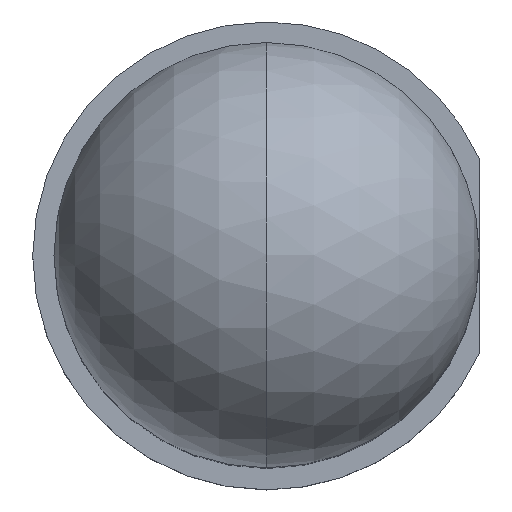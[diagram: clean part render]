
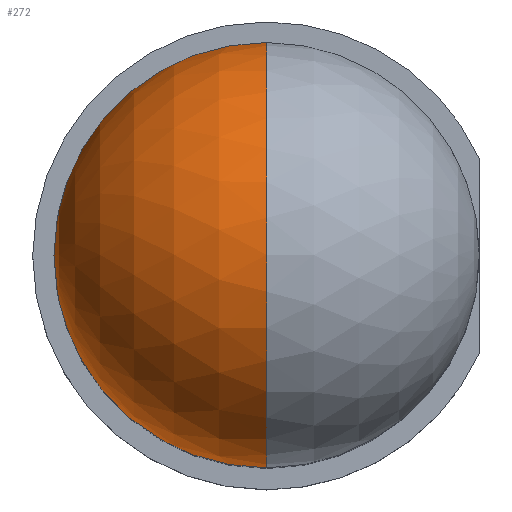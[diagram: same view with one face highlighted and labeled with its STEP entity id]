
A CAD part, top view. The second image highlights one B-rep face of the part: STEP entity #272.
In plain terms, the highlighted spherical face has radius 2.5 mm.
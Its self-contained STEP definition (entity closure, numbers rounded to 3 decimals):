
#78 = AXIS2_PLACEMENT_3D ( 'NONE', #436, #1837, #2462 ) ;
#108 = ORIENTED_EDGE ( 'NONE', *, *, #1848, .F. ) ;
#136 = VERTEX_POINT ( 'NONE', #2188 ) ;
#167 = CARTESIAN_POINT ( 'NONE',  ( 2.5, 0., 6. ) ) ;
#232 = EDGE_CURVE ( 'NONE', #2191, #2282, #2589, .T. ) ;
#272 = ADVANCED_FACE ( 'NONE', ( #939 ), #381, .T. ) ;
#276 = ORIENTED_EDGE ( 'NONE', *, *, #232, .F. ) ;
#381 = SPHERICAL_SURFACE ( 'NONE', #78, 2.5 ) ;
#406 = DIRECTION ( 'NONE',  ( -1., 0., 0. ) ) ;
#436 = CARTESIAN_POINT ( 'NONE',  ( 0., 0., 6. ) ) ;
#455 = EDGE_LOOP ( 'NONE', ( #108, #276, #784 ) ) ;
#491 = CARTESIAN_POINT ( 'NONE',  ( 0., 0., 6. ) ) ;
#519 = DIRECTION ( 'NONE',  ( -1., 0., 0. ) ) ;
#596 = CIRCLE ( 'NONE', #1218, 2.5 ) ;
#604 = CARTESIAN_POINT ( 'NONE',  ( 0., 0., 6. ) ) ;
#632 = AXIS2_PLACEMENT_3D ( 'NONE', #1535, #2312, #1122 ) ;
#784 = ORIENTED_EDGE ( 'NONE', *, *, #1246, .T. ) ;
#911 = AXIS2_PLACEMENT_3D ( 'NONE', #604, #1618, #406 ) ;
#939 = FACE_OUTER_BOUND ( 'NONE', #455, .T. ) ;
#1122 = DIRECTION ( 'NONE',  ( 0., 0., -1. ) ) ;
#1218 = AXIS2_PLACEMENT_3D ( 'NONE', #491, #1540, #519 ) ;
#1246 = EDGE_CURVE ( 'NONE', #2191, #136, #2133, .T. ) ;
#1535 = CARTESIAN_POINT ( 'NONE',  ( 0., 0., 6. ) ) ;
#1540 = DIRECTION ( 'NONE',  ( 0., 1., 0. ) ) ;
#1618 = DIRECTION ( 'NONE',  ( 0., 0., -1. ) ) ;
#1837 = DIRECTION ( 'NONE',  ( 0., 1., 0. ) ) ;
#1848 = EDGE_CURVE ( 'NONE', #2282, #136, #596, .T. ) ;
#2133 = CIRCLE ( 'NONE', #632, 2.5 ) ;
#2188 = CARTESIAN_POINT ( 'NONE',  ( 0., 0., 8.5 ) ) ;
#2191 = VERTEX_POINT ( 'NONE', #167 ) ;
#2282 = VERTEX_POINT ( 'NONE', #2399 ) ;
#2312 = DIRECTION ( 'NONE',  ( 0., -1., 0. ) ) ;
#2399 = CARTESIAN_POINT ( 'NONE',  ( -2.5, 0., 6. ) ) ;
#2462 = DIRECTION ( 'NONE',  ( 1., 0., 0. ) ) ;
#2589 = CIRCLE ( 'NONE', #911, 2.5 ) ;
